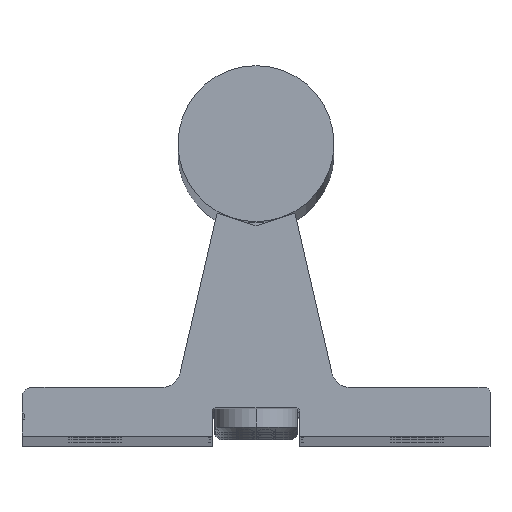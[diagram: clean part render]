
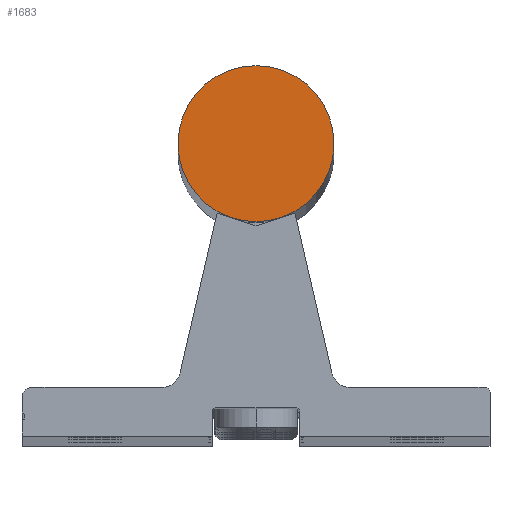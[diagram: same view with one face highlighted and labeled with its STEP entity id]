
A CAD part, top view. The second image highlights one B-rep face of the part: STEP entity #1683.
In plain terms, the highlighted planar face has unit normal (0, 0, 1).
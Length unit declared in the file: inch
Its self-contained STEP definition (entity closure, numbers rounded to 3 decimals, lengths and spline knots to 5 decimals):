
#832 = EDGE_CURVE ( 'NONE', #1662, #2675, #6506, .T. ) ;
#1512 = DIRECTION ( 'NONE',  ( 0., 0., 1. ) ) ;
#1662 = VERTEX_POINT ( 'NONE', #3775 ) ;
#1683 = ADVANCED_FACE ( 'NONE', ( #6437 ), #6929, .T. ) ;
#1929 = DIRECTION ( 'NONE',  ( 1., 0., 0. ) ) ;
#2014 = CARTESIAN_POINT ( 'NONE',  ( -0.31496, 1.1811, 0. ) ) ;
#2171 = AXIS2_PLACEMENT_3D ( 'NONE', #4075, #6243, #1929 ) ;
#2675 = VERTEX_POINT ( 'NONE', #2014 ) ;
#2797 = CARTESIAN_POINT ( 'NONE',  ( 0., 1.1811, 0. ) ) ;
#3035 = EDGE_CURVE ( 'NONE', #2675, #1662, #5350, .T. ) ;
#3227 = ORIENTED_EDGE ( 'NONE', *, *, #832, .T. ) ;
#3452 = DIRECTION ( 'NONE',  ( 0., 0., 1. ) ) ;
#3709 = DIRECTION ( 'NONE',  ( 1., 0., 0. ) ) ;
#3775 = CARTESIAN_POINT ( 'NONE',  ( 0.31496, 1.1811, 0. ) ) ;
#3912 = DIRECTION ( 'NONE',  ( 1., 0., 0. ) ) ;
#4075 = CARTESIAN_POINT ( 'NONE',  ( 0., 1.1811, 0. ) ) ;
#4293 = CARTESIAN_POINT ( 'NONE',  ( 0., 1.1811, 0. ) ) ;
#5350 = CIRCLE ( 'NONE', #2171, 0.31496 ) ;
#5826 = AXIS2_PLACEMENT_3D ( 'NONE', #2797, #3452, #3912 ) ;
#6243 = DIRECTION ( 'NONE',  ( 0., 0., 1. ) ) ;
#6252 = AXIS2_PLACEMENT_3D ( 'NONE', #4293, #1512, #3709 ) ;
#6437 = FACE_OUTER_BOUND ( 'NONE', #6860, .T. ) ;
#6506 = CIRCLE ( 'NONE', #5826, 0.31496 ) ;
#6634 = ORIENTED_EDGE ( 'NONE', *, *, #3035, .T. ) ;
#6860 = EDGE_LOOP ( 'NONE', ( #3227, #6634 ) ) ;
#6929 = PLANE ( 'NONE',  #6252 ) ;
